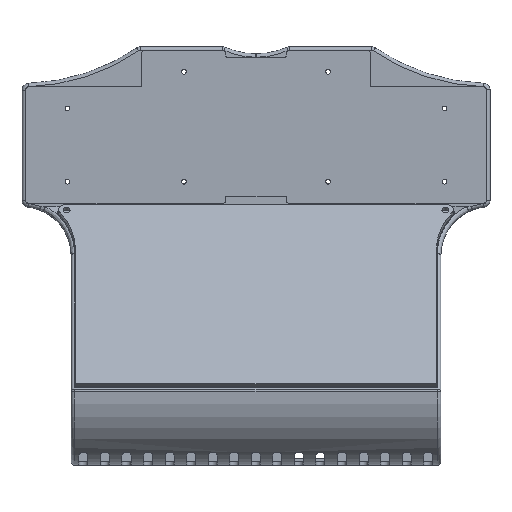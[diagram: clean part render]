
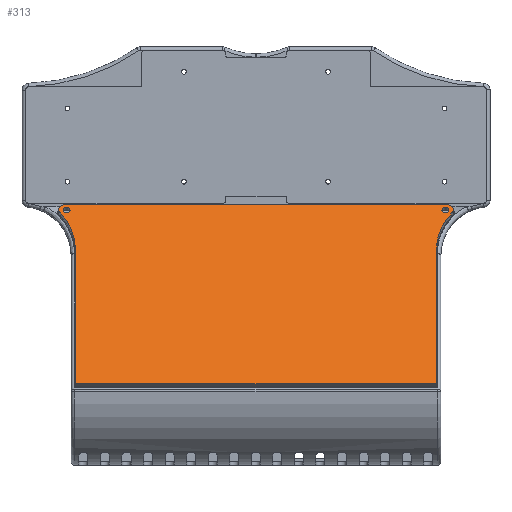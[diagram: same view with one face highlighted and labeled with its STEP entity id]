
A CAD part, top view. The second image highlights one B-rep face of the part: STEP entity #313.
In plain terms, the highlighted planar face has unit normal (0, 0.609, 0.793).
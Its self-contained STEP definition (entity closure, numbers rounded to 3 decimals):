
#42=CARTESIAN_POINT('',(84.299,-40.393,39.846));
#43=VERTEX_POINT('',#42);
#50=CARTESIAN_POINT('',(-83.091,-40.393,39.846));
#51=VERTEX_POINT('',#50);
#52=CARTESIAN_POINT('',(-83.091,-40.393,39.846));
#53=DIRECTION('',(1.,-0.,0.));
#54=VECTOR('',#53,167.39);
#55=LINE('',#52,#54);
#56=EDGE_CURVE('',#51,#43,#55,.T.);
#169=CARTESIAN_POINT('',(-87.862,42.917,-24.08));
#170=VERTEX_POINT('',#169);
#177=CARTESIAN_POINT('',(89.07,42.917,-24.08));
#178=VERTEX_POINT('',#177);
#179=CARTESIAN_POINT('',(89.07,42.917,-24.08));
#180=DIRECTION('',(-1.,0.,-0.));
#181=VECTOR('',#180,176.932);
#182=LINE('',#179,#181);
#183=EDGE_CURVE('',#178,#170,#182,.T.);
#195=CARTESIAN_POINT('',(4.,23.597,-9.255));
#196=DIRECTION('',(0.,0.609,0.793));
#197=DIRECTION('',(1.,0.,-0.));
#198=AXIS2_PLACEMENT_3D('',#195,#196,#197);
#199=PLANE('',#198);
#200=CARTESIAN_POINT('',(-87.322,38.961,-21.044));
#201=VERTEX_POINT('',#200);
#202=CARTESIAN_POINT('',(-87.322,40.25,-22.033));
#203=DIRECTION('',(0.,0.609,0.793));
#204=DIRECTION('',(0.,-0.793,0.609));
#205=AXIS2_PLACEMENT_3D('',#202,#203,#204);
#206=CIRCLE('',#205,1.625);
#207=EDGE_CURVE('',#201,#201,#206,.T.);
#208=ORIENTED_EDGE('',*,*,#207,.F.);
#209=EDGE_LOOP('',(#208));
#210=FACE_BOUND('',#209,.T.);
#211=CARTESIAN_POINT('',(88.53,38.96,-21.044));
#212=VERTEX_POINT('',#211);
#213=CARTESIAN_POINT('',(88.53,40.249,-22.033));
#214=DIRECTION('',(0.,0.609,0.793));
#215=DIRECTION('',(0.,-0.793,0.609));
#216=AXIS2_PLACEMENT_3D('',#213,#214,#215);
#217=CIRCLE('',#216,1.625);
#218=EDGE_CURVE('',#212,#212,#217,.T.);
#219=ORIENTED_EDGE('',*,*,#218,.F.);
#220=EDGE_LOOP('',(#219));
#221=FACE_BOUND('',#220,.T.);
#222=ORIENTED_EDGE('',*,*,#56,.T.);
#223=CARTESIAN_POINT('',(84.299,21.483,-7.632));
#224=VERTEX_POINT('',#223);
#225=CARTESIAN_POINT('',(84.299,21.483,-7.632));
#226=DIRECTION('',(0.,-0.793,0.609));
#227=VECTOR('',#226,77.992);
#228=LINE('',#225,#227);
#229=EDGE_CURVE('',#224,#43,#228,.T.);
#230=ORIENTED_EDGE('',*,*,#229,.F.);
#231=CARTESIAN_POINT('',(91.504,38.934,-21.024));
#232=VERTEX_POINT('',#231);
#233=CARTESIAN_POINT('',(91.504,38.934,-21.024));
#234=CARTESIAN_POINT('',(91.198,38.627,-20.788));
#235=CARTESIAN_POINT('',(90.901,38.312,-20.546));
#236=CARTESIAN_POINT('',(90.614,37.992,-20.3));
#237=CARTESIAN_POINT('',(90.328,37.672,-20.055));
#238=CARTESIAN_POINT('',(90.052,37.347,-19.806));
#239=CARTESIAN_POINT('',(89.787,37.019,-19.554));
#240=CARTESIAN_POINT('',(89.257,36.362,-19.05));
#241=CARTESIAN_POINT('',(88.769,35.688,-18.533));
#242=CARTESIAN_POINT('',(88.32,35.,-18.005));
#243=CARTESIAN_POINT('',(87.421,33.622,-16.948));
#244=CARTESIAN_POINT('',(86.677,32.184,-15.844));
#245=CARTESIAN_POINT('',(86.077,30.689,-14.697));
#246=CARTESIAN_POINT('',(85.927,30.316,-14.41));
#247=CARTESIAN_POINT('',(85.787,29.939,-14.121));
#248=CARTESIAN_POINT('',(85.656,29.562,-13.832));
#249=CARTESIAN_POINT('',(85.526,29.185,-13.543));
#250=CARTESIAN_POINT('',(85.406,28.807,-13.253));
#251=CARTESIAN_POINT('',(85.295,28.428,-12.962));
#252=CARTESIAN_POINT('',(85.073,27.669,-12.38));
#253=CARTESIAN_POINT('',(84.889,26.906,-11.794));
#254=CARTESIAN_POINT('',(84.741,26.139,-11.206));
#255=CARTESIAN_POINT('',(84.447,24.604,-10.028));
#256=CARTESIAN_POINT('',(84.299,23.052,-8.837));
#257=CARTESIAN_POINT('',(84.299,21.483,-7.632));
#258=B_SPLINE_CURVE_WITH_KNOTS('',3,(#233,#234,#235,#236,#237,#238,#239,#240,#241,#242,#243,#244,#245,#246,#247,#248,#249,#250,#251,#252,#253,#254,#255,#256,#257),.UNSPECIFIED.,.F.,.F.,(4,3,3,3,3,3,3,3,4),(0.007,0.009,0.01,0.013,0.019,0.02,0.022,0.025,0.031),.UNSPECIFIED.);
#259=EDGE_CURVE('',#232,#224,#258,.T.);
#260=ORIENTED_EDGE('',*,*,#259,.F.);
#261=CARTESIAN_POINT('',(89.07,40.457,-22.192));
#262=DIRECTION('',(0.,0.609,0.793));
#263=DIRECTION('',(0.,-0.793,0.609));
#264=AXIS2_PLACEMENT_3D('',#261,#262,#263);
#265=CIRCLE('',#264,3.1);
#266=EDGE_CURVE('',#232,#178,#265,.T.);
#267=ORIENTED_EDGE('',*,*,#266,.T.);
#268=ORIENTED_EDGE('',*,*,#183,.T.);
#269=CARTESIAN_POINT('',(-90.296,38.934,-21.024));
#270=VERTEX_POINT('',#269);
#271=CARTESIAN_POINT('',(-87.862,40.457,-22.192));
#272=DIRECTION('',(0.,0.609,0.793));
#273=DIRECTION('',(0.,-0.793,0.609));
#274=AXIS2_PLACEMENT_3D('',#271,#272,#273);
#275=CIRCLE('',#274,3.1);
#276=EDGE_CURVE('',#170,#270,#275,.T.);
#277=ORIENTED_EDGE('',*,*,#276,.T.);
#278=CARTESIAN_POINT('',(-83.091,21.482,-7.632));
#279=VERTEX_POINT('',#278);
#280=CARTESIAN_POINT('',(-83.091,21.482,-7.632));
#281=CARTESIAN_POINT('',(-83.091,22.266,-8.234));
#282=CARTESIAN_POINT('',(-83.128,23.05,-8.835));
#283=CARTESIAN_POINT('',(-83.203,23.833,-9.436));
#284=CARTESIAN_POINT('',(-83.278,24.615,-10.036));
#285=CARTESIAN_POINT('',(-83.389,25.39,-10.631));
#286=CARTESIAN_POINT('',(-83.537,26.157,-11.22));
#287=CARTESIAN_POINT('',(-83.833,27.693,-12.398));
#288=CARTESIAN_POINT('',(-84.272,29.198,-13.553));
#289=CARTESIAN_POINT('',(-84.863,30.674,-14.685));
#290=CARTESIAN_POINT('',(-85.158,31.411,-15.251));
#291=CARTESIAN_POINT('',(-85.492,32.141,-15.811));
#292=CARTESIAN_POINT('',(-85.865,32.862,-16.365));
#293=CARTESIAN_POINT('',(-86.052,33.223,-16.641));
#294=CARTESIAN_POINT('',(-86.25,33.582,-16.917));
#295=CARTESIAN_POINT('',(-86.457,33.938,-17.19));
#296=CARTESIAN_POINT('',(-86.665,34.295,-17.464));
#297=CARTESIAN_POINT('',(-86.883,34.648,-17.735));
#298=CARTESIAN_POINT('',(-87.11,34.996,-18.002));
#299=CARTESIAN_POINT('',(-88.017,36.387,-19.069));
#300=CARTESIAN_POINT('',(-89.072,37.703,-20.079));
#301=CARTESIAN_POINT('',(-90.296,38.934,-21.024));
#302=B_SPLINE_CURVE_WITH_KNOTS('',3,(#280,#281,#282,#283,#284,#285,#286,#287,#288,#289,#290,#291,#292,#293,#294,#295,#296,#297,#298,#299,#300,#301),.UNSPECIFIED.,.F.,.F.,(4,3,3,3,3,3,3,4),(0.129,0.132,0.135,0.141,0.144,0.146,0.147,0.153),.UNSPECIFIED.);
#303=EDGE_CURVE('',#279,#270,#302,.T.);
#304=ORIENTED_EDGE('',*,*,#303,.F.);
#305=CARTESIAN_POINT('',(-83.091,21.482,-7.632));
#306=DIRECTION('',(0.,-0.793,0.609));
#307=VECTOR('',#306,77.992);
#308=LINE('',#305,#307);
#309=EDGE_CURVE('',#279,#51,#308,.T.);
#310=ORIENTED_EDGE('',*,*,#309,.T.);
#311=EDGE_LOOP('',(#222,#230,#260,#267,#268,#277,#304,#310));
#312=FACE_BOUND('',#311,.T.);
#313=ADVANCED_FACE('',(#210,#221,#312),#199,.T.);
